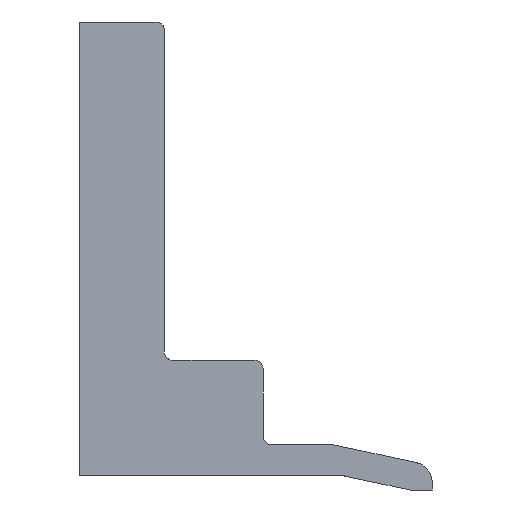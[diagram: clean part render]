
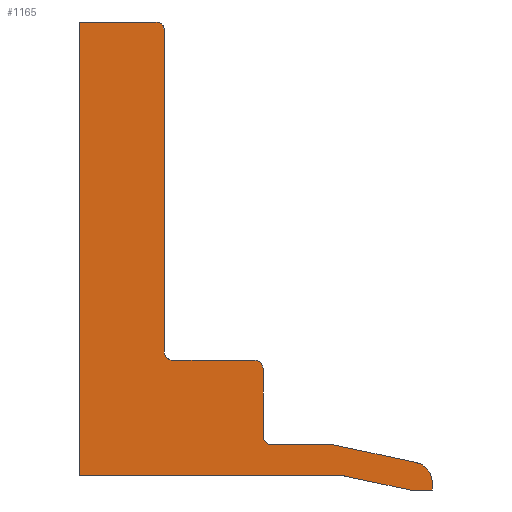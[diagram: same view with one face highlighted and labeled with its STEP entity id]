
A CAD part, left-side view. The second image highlights one B-rep face of the part: STEP entity #1165.
In plain terms, the highlighted planar face has unit normal (-1, 0, 0).
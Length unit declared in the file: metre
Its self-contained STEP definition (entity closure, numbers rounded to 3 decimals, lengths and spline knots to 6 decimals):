
#66=LINE('',#1758,#183);
#68=LINE('',#1762,#185);
#71=LINE('',#1774,#188);
#73=LINE('',#1778,#190);
#76=LINE('',#1784,#193);
#78=LINE('',#1788,#195);
#80=LINE('',#1794,#197);
#83=LINE('',#1802,#200);
#86=LINE('',#1810,#203);
#88=LINE('',#1818,#205);
#89=LINE('',#1821,#206);
#183=VECTOR('',#1397,1.);
#185=VECTOR('',#1401,1.);
#188=VECTOR('',#1412,1.);
#190=VECTOR('',#1416,1.);
#193=VECTOR('',#1421,1.);
#195=VECTOR('',#1425,1.);
#197=VECTOR('',#1433,1.);
#200=VECTOR('',#1442,1.);
#203=VECTOR('',#1451,1.);
#205=VECTOR('',#1461,1.);
#206=VECTOR('',#1464,1.);
#359=ORIENTED_EDGE('',*,*,#669,.F.);
#360=ORIENTED_EDGE('',*,*,#650,.T.);
#361=ORIENTED_EDGE('',*,*,#648,.T.);
#362=ORIENTED_EDGE('',*,*,#670,.T.);
#363=ORIENTED_EDGE('',*,*,#671,.F.);
#364=ORIENTED_EDGE('',*,*,#642,.T.);
#365=ORIENTED_EDGE('',*,*,#640,.T.);
#366=ORIENTED_EDGE('',*,*,#655,.T.);
#367=ORIENTED_EDGE('',*,*,#656,.F.);
#368=ORIENTED_EDGE('',*,*,#653,.T.);
#369=ORIENTED_EDGE('',*,*,#658,.T.);
#370=ORIENTED_EDGE('',*,*,#659,.F.);
#371=ORIENTED_EDGE('',*,*,#662,.T.);
#372=ORIENTED_EDGE('',*,*,#664,.F.);
#373=ORIENTED_EDGE('',*,*,#666,.T.);
#374=ORIENTED_EDGE('',*,*,#667,.F.);
#375=ORIENTED_EDGE('',*,*,#672,.T.);
#640=EDGE_CURVE('',#805,#806,#66,.T.);
#642=EDGE_CURVE('',#807,#805,#68,.T.);
#648=EDGE_CURVE('',#811,#812,#71,.T.);
#650=EDGE_CURVE('',#813,#811,#73,.T.);
#653=EDGE_CURVE('',#814,#815,#76,.T.);
#655=EDGE_CURVE('',#806,#816,#78,.T.);
#656=EDGE_CURVE('',#814,#816,#913,.T.);
#658=EDGE_CURVE('',#815,#817,#80,.T.);
#659=EDGE_CURVE('',#818,#817,#914,.T.);
#662=EDGE_CURVE('',#818,#819,#83,.T.);
#664=EDGE_CURVE('',#820,#819,#915,.T.);
#666=EDGE_CURVE('',#820,#821,#86,.T.);
#667=EDGE_CURVE('',#822,#821,#916,.T.);
#669=EDGE_CURVE('',#813,#823,#917,.T.);
#670=EDGE_CURVE('',#812,#824,#88,.T.);
#671=EDGE_CURVE('',#807,#824,#918,.T.);
#672=EDGE_CURVE('',#822,#823,#89,.T.);
#805=VERTEX_POINT('',#1755);
#806=VERTEX_POINT('',#1757);
#807=VERTEX_POINT('',#1761);
#811=VERTEX_POINT('',#1771);
#812=VERTEX_POINT('',#1773);
#813=VERTEX_POINT('',#1777);
#814=VERTEX_POINT('',#1781);
#815=VERTEX_POINT('',#1783);
#816=VERTEX_POINT('',#1787);
#817=VERTEX_POINT('',#1793);
#818=VERTEX_POINT('',#1797);
#819=VERTEX_POINT('',#1801);
#820=VERTEX_POINT('',#1805);
#821=VERTEX_POINT('',#1809);
#822=VERTEX_POINT('',#1813);
#823=VERTEX_POINT('',#1817);
#824=VERTEX_POINT('',#1819);
#913=CIRCLE('',#1267,0.00075);
#914=CIRCLE('',#1270,0.0003);
#915=CIRCLE('',#1273,0.0003);
#916=CIRCLE('',#1276,0.0003);
#917=CIRCLE('',#1278,0.0003);
#918=CIRCLE('',#1279,0.0003);
#959=EDGE_LOOP('',(#359,#360,#361,#362,#363,#364,#365,#366,#367,#368,#369,
#370,#371,#372,#373,#374,#375));
#1044=FACE_BOUND('',#959,.T.);
#1122=PLANE('',#1277);
#1165=ADVANCED_FACE('',(#1044),#1122,.T.);
#1267=AXIS2_PLACEMENT_3D('',#1790,#1428,#1429);
#1270=AXIS2_PLACEMENT_3D('',#1796,#1436,#1437);
#1273=AXIS2_PLACEMENT_3D('',#1806,#1446,#1447);
#1276=AXIS2_PLACEMENT_3D('',#1812,#1454,#1455);
#1277=AXIS2_PLACEMENT_3D('',#1815,#1457,#1458);
#1278=AXIS2_PLACEMENT_3D('',#1816,#1459,#1460);
#1279=AXIS2_PLACEMENT_3D('',#1820,#1462,#1463);
#1397=DIRECTION('',(0.,-1.,0.));
#1401=DIRECTION('',(0.,-0.978,-0.208));
#1412=DIRECTION('',(0.,0.,-1.));
#1416=DIRECTION('',(0.,1.,0.));
#1421=DIRECTION('',(0.,0.978,0.208));
#1425=DIRECTION('',(0.,0.,1.));
#1428=DIRECTION('',(1.,0.,0.));
#1429=DIRECTION('',(0.,-0.777,0.629));
#1433=DIRECTION('',(0.,1.,0.));
#1436=DIRECTION('',(-1.,0.,0.));
#1437=DIRECTION('',(0.,0.707,-0.707));
#1442=DIRECTION('',(0.,0.,1.));
#1446=DIRECTION('',(1.,0.,0.));
#1447=DIRECTION('',(0.,-0.707,0.707));
#1451=DIRECTION('',(0.,1.,0.));
#1454=DIRECTION('',(-1.,0.,0.));
#1455=DIRECTION('',(0.,0.707,-0.707));
#1457=DIRECTION('',(-1.,0.,0.));
#1458=DIRECTION('',(0.,0.,1.));
#1459=DIRECTION('',(1.,0.,0.));
#1460=DIRECTION('',(0.,-0.707,0.707));
#1461=DIRECTION('',(0.,-1.,0.));
#1462=DIRECTION('',(-1.,0.,0.));
#1463=DIRECTION('',(0.,-0.105,0.995));
#1464=DIRECTION('',(0.,0.,1.));
#1755=CARTESIAN_POINT('',(-0.0515,-0.011718,-0.0004));
#1757=CARTESIAN_POINT('',(-0.0515,-0.0125,-0.0004));
#1758=CARTESIAN_POINT('',(-0.0515,-0.0125,-0.0004));
#1761=CARTESIAN_POINT('',(-0.0515,-0.009396,0.000093));
#1762=CARTESIAN_POINT('',(-0.0515,-0.009365,0.0001));
#1771=CARTESIAN_POINT('',(-0.0515,0.,0.0162));
#1773=CARTESIAN_POINT('',(-0.0515,0.,0.0001));
#1774=CARTESIAN_POINT('',(-0.0515,0.,0.0162));
#1777=CARTESIAN_POINT('',(-0.0515,-0.0027,0.0162));
#1778=CARTESIAN_POINT('',(-0.0515,-0.003,0.0162));
#1781=CARTESIAN_POINT('',(-0.0515,-0.011906,0.000582));
#1783=CARTESIAN_POINT('',(-0.0515,-0.009,0.0012));
#1784=CARTESIAN_POINT('',(-0.0515,-0.0125,0.000456));
#1787=CARTESIAN_POINT('',(-0.0515,-0.0125,-0.000151));
#1788=CARTESIAN_POINT('',(-0.0515,-0.0125,-0.0004));
#1790=CARTESIAN_POINT('',(-0.0515,-0.01175,-0.000151));
#1793=CARTESIAN_POINT('',(-0.0515,-0.0068,0.0012));
#1794=CARTESIAN_POINT('',(-0.0515,-0.009,0.0012));
#1796=CARTESIAN_POINT('',(-0.0515,-0.0068,0.0015));
#1797=CARTESIAN_POINT('',(-0.0515,-0.0065,0.0015));
#1801=CARTESIAN_POINT('',(-0.0515,-0.0065,0.0039));
#1802=CARTESIAN_POINT('',(-0.0515,-0.0065,0.0012));
#1805=CARTESIAN_POINT('',(-0.0515,-0.0062,0.0042));
#1806=CARTESIAN_POINT('',(-0.0515,-0.0062,0.0039));
#1809=CARTESIAN_POINT('',(-0.0515,-0.0033,0.0042));
#1810=CARTESIAN_POINT('',(-0.0515,-0.0065,0.0042));
#1812=CARTESIAN_POINT('',(-0.0515,-0.0033,0.0045));
#1813=CARTESIAN_POINT('',(-0.0515,-0.003,0.0045));
#1815=CARTESIAN_POINT('',(-0.0515,-0.00625,0.0079));
#1816=CARTESIAN_POINT('',(-0.0515,-0.0027,0.0159));
#1817=CARTESIAN_POINT('',(-0.0515,-0.003,0.0159));
#1818=CARTESIAN_POINT('',(-0.0515,0.,0.0001));
#1819=CARTESIAN_POINT('',(-0.0515,-0.009334,0.0001));
#1820=CARTESIAN_POINT('',(-0.0515,-0.009334,-0.0002));
#1821=CARTESIAN_POINT('',(-0.0515,-0.003,0.0042));
